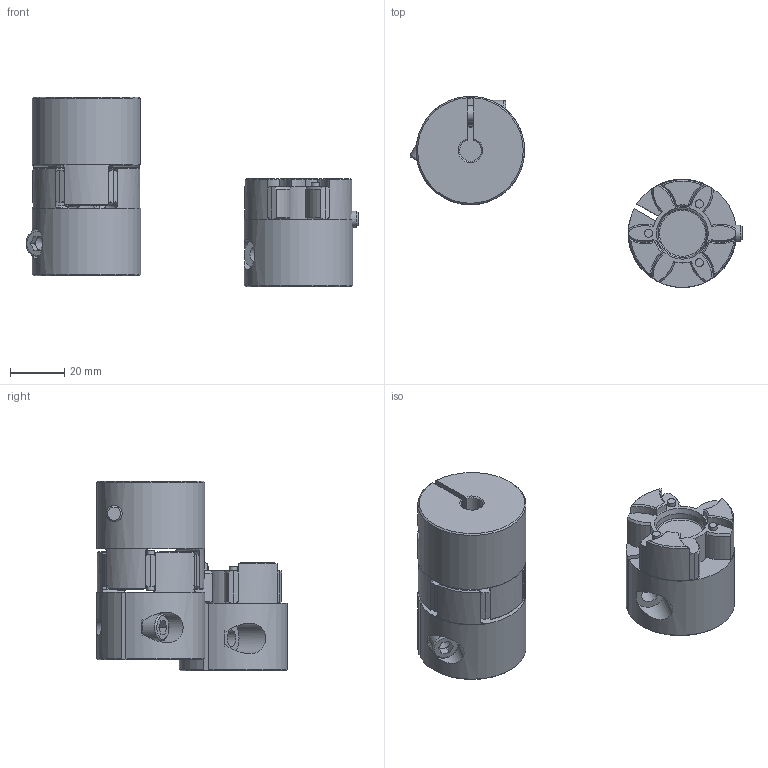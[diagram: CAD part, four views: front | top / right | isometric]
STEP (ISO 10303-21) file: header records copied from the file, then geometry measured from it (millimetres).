
FILE_DESCRIPTION( ( 'Unknown' ), '1' );
FILE_NAME( 'KBE2-19.stp', 'Unknown', ( 'Unknown' ), ( 'Unknown' ), 'XStep 1.0', 'Unknown', ' ' );
FILE_SCHEMA( ( 'automotive_design' ) );
Length unit declared in the file: millimetre
Products named in the file (4): Assem1; KN19_Standard; Socket Head Cap Screw_DIN_DIN 912 M6 x 16 --- 16C; ZK19_Standard
Bounding box: 122.56 x 70.51 x 70.05 mm (x, y, z)
Volume: 111328.6 mm3; surface area: 36999 mm2
Topology: 8 solids, 8 shells, 350 faces, 841 edges, 538 vertices
Faces by surface type: plane 113, cylinder 109, cone 100, torus 28
Full cylindrical faces by diameter (mm): 3 x12, 6 x6, 6.2 x3, 10 x3, 18 x4
Entity records: 5046 total; most frequent: CARTESIAN_POINT 1136, DIRECTION 685, ORIENTED_EDGE 644, EDGE_CURVE 322, AXIS2_PLACEMENT_3D 293, VERTEX_POINT 220, EDGE_LOOP 179, FACE_OUTER_BOUND 158
